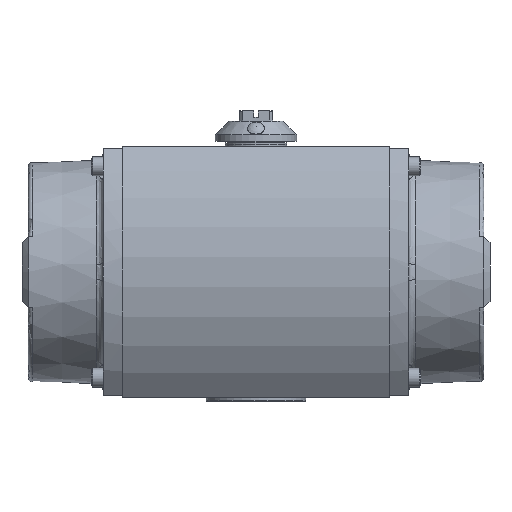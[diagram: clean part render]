
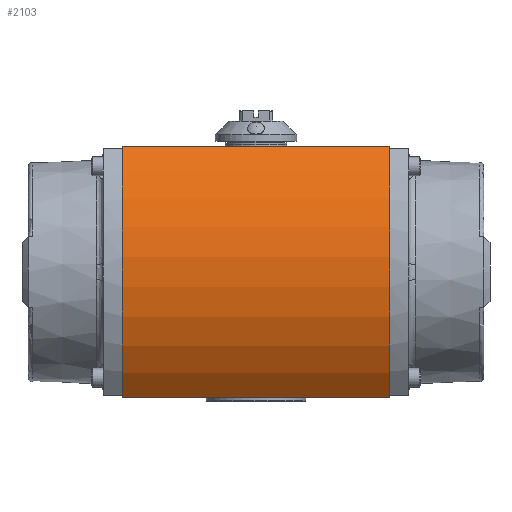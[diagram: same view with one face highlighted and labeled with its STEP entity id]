
A CAD part, left-side view. The second image highlights one B-rep face of the part: STEP entity #2103.
In plain terms, the highlighted cylindrical face has radius 164.674 mm (diameter 329.348 mm), a partial arc.
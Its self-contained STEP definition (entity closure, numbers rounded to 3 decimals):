
#644=CARTESIAN_POINT('',(-63.5,114.02,-107.));
#645=VERTEX_POINT('',#644);
#662=CARTESIAN_POINT('',(-63.5,-114.02,-107.));
#663=VERTEX_POINT('',#662);
#670=CARTESIAN_POINT('',(-63.5,-114.02,-107.));
#671=DIRECTION('',(0.0,1.0,0.0));
#672=VECTOR('',#671,228.04);
#673=LINE('',#670,#672);
#674=EDGE_CURVE('',#663,#645,#673,.T.);
#1995=CARTESIAN_POINT('',(-63.5,-114.02,107.));
#1996=VERTEX_POINT('',#1995);
#2003=CARTESIAN_POINT('',(61.674,-114.02,0.));
#2004=DIRECTION('',(0.0,1.0,0.0));
#2005=DIRECTION('',(-0.76,0.0,-0.65));
#2006=AXIS2_PLACEMENT_3D('',#2003,#2004,#2005);
#2007=CIRCLE('',#2006,164.674);
#2008=EDGE_CURVE('',#663,#1996,#2007,.T.);
#2035=CARTESIAN_POINT('',(-63.5,114.02,107.));
#2036=VERTEX_POINT('',#2035);
#2043=CARTESIAN_POINT('',(-63.5,-114.02,107.));
#2044=DIRECTION('',(0.0,1.0,0.0));
#2045=VECTOR('',#2044,228.04);
#2046=LINE('',#2043,#2045);
#2047=EDGE_CURVE('',#1996,#2036,#2046,.T.);
#2086=CARTESIAN_POINT('',(61.674,0.0,0.));
#2087=DIRECTION('',(0.0,1.0,0.0));
#2088=DIRECTION('',(-0.76,0.0,-0.65));
#2089=AXIS2_PLACEMENT_3D('',#2086,#2087,#2088);
#2090=CYLINDRICAL_SURFACE('',#2089,164.674);
#2091=CARTESIAN_POINT('',(61.674,114.02,0.));
#2092=DIRECTION('',(0.0,-1.0,0.0));
#2093=DIRECTION('',(-0.76,0.0,-0.65));
#2094=AXIS2_PLACEMENT_3D('',#2091,#2092,#2093);
#2095=CIRCLE('',#2094,164.674);
#2096=EDGE_CURVE('',#2036,#645,#2095,.T.);
#2097=ORIENTED_EDGE('',*,*,#2096,.T.);
#2098=ORIENTED_EDGE('',*,*,#674,.F.);
#2099=ORIENTED_EDGE('',*,*,#2008,.T.);
#2100=ORIENTED_EDGE('',*,*,#2047,.T.);
#2101=EDGE_LOOP('',(#2097,#2098,#2099,#2100));
#2102=FACE_OUTER_BOUND('',#2101,.T.);
#2103=ADVANCED_FACE('',(#2102),#2090,.T.);
